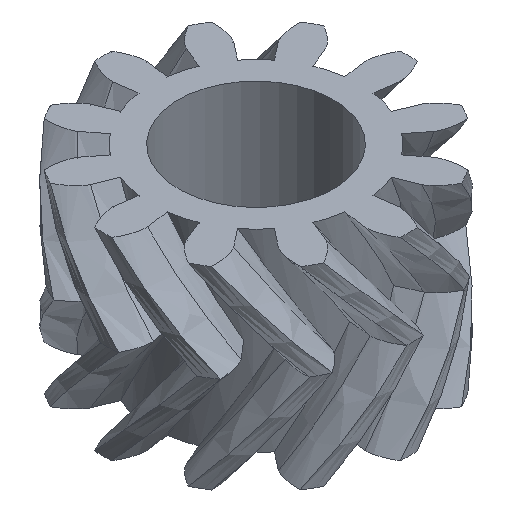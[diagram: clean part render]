
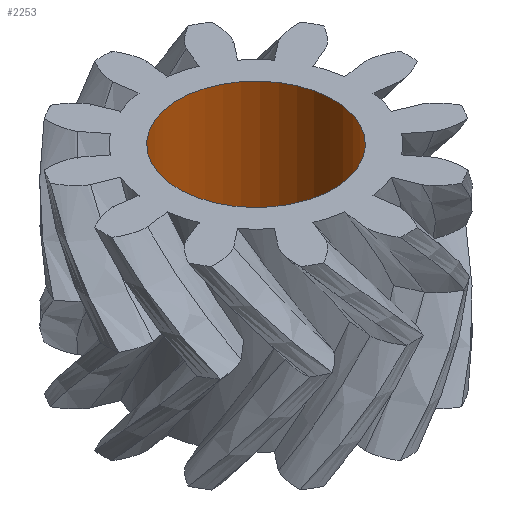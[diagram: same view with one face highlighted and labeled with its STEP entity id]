
A CAD part, isometric view. The second image highlights one B-rep face of the part: STEP entity #2253.
In plain terms, the highlighted cylindrical face has radius 4 mm (diameter 8 mm), a full revolution.
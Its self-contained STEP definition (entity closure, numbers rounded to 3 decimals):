
#489=FACE_OUTER_BOUND('',#624,.T.);
#624=EDGE_LOOP('',(#1538,#1539,#1540,#1541));
#761=LINE('',#2722,#834);
#834=VECTOR('',#2494,4.);
#907=CIRCLE('',#2412,4.);
#908=CIRCLE('',#2413,4.);
#969=VERTEX_POINT('',#2719);
#970=VERTEX_POINT('',#2721);
#1187=EDGE_CURVE('',#969,#969,#907,.T.);
#1188=EDGE_CURVE('',#969,#970,#761,.T.);
#1189=EDGE_CURVE('',#970,#970,#908,.T.);
#1538=ORIENTED_EDGE('',*,*,#1187,.F.);
#1539=ORIENTED_EDGE('',*,*,#1188,.T.);
#1540=ORIENTED_EDGE('',*,*,#1189,.F.);
#1541=ORIENTED_EDGE('',*,*,#1188,.F.);
#2240=CYLINDRICAL_SURFACE('',#2411,4.);
#2253=ADVANCED_FACE('',(#489),#2240,.F.);
#2411=AXIS2_PLACEMENT_3D('',#2718,#2490,#2491);
#2412=AXIS2_PLACEMENT_3D('',#2720,#2492,#2493);
#2413=AXIS2_PLACEMENT_3D('',#2723,#2495,#2496);
#2490=DIRECTION('center_axis',(0.,0.,1.));
#2491=DIRECTION('ref_axis',(-0.992,0.126,0.));
#2492=DIRECTION('center_axis',(0.,0.,1.));
#2493=DIRECTION('ref_axis',(-0.992,0.126,0.));
#2494=DIRECTION('',(0.,0.,1.));
#2495=DIRECTION('center_axis',(0.,0.,-1.));
#2496=DIRECTION('ref_axis',(-0.992,0.126,0.));
#2718=CARTESIAN_POINT('Origin',(0.,0.,
0.));
#2719=CARTESIAN_POINT('',(3.968,-0.503,0.));
#2720=CARTESIAN_POINT('Origin',(0.,0.,
0.));
#2721=CARTESIAN_POINT('',(3.968,-0.503,10.));
#2722=CARTESIAN_POINT('',(3.968,-0.503,0.));
#2723=CARTESIAN_POINT('Origin',(0.,0.,
10.));
